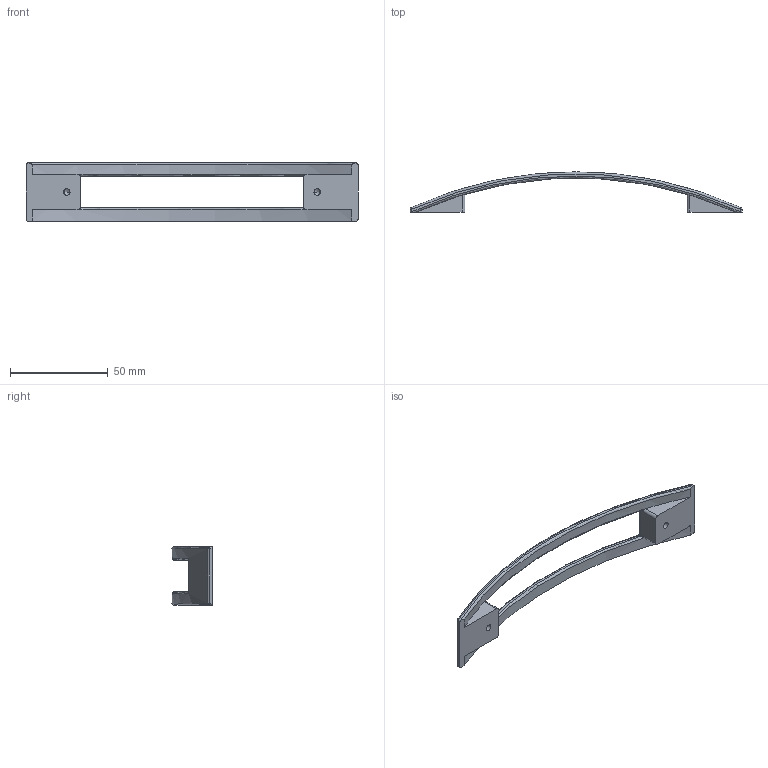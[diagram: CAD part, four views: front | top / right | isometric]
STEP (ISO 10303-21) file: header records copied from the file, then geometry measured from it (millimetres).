
FILE_DESCRIPTION(('Creo Elements/Direct Modeling STEP Export'),'2;1');
FILE_NAME('2113-168.stp','2017-11-13T10:33:27',(''),(''),'Creo Elements/Direct Modeling STEP processor for AP214 (Solid Model)','Creo Elements/Direct Modeling 20.0 12-Nov-2016 (C) Parametric Technology GmbH','');
FILE_SCHEMA(('AUTOMOTIVE_DESIGN { 1 0 10303 214 1 1 1 1 }'));
Length unit declared in the file: millimetre
Products named in the file (1): 2113-168
Bounding box: 169.7 x 20.5 x 29.8 mm (x, y, z)
Volume: 14379.8 mm3; surface area: 9200 mm2
Topology: 1 solids, 1 shells, 54 faces, 141 edges, 84 vertices
Faces by surface type: cylinder 22, plane 16, torus 7, sphere 4, cone 4, bspline 1
Entity records: 3008 total; most frequent: CARTESIAN_POINT 1682, ORIENTED_EDGE 266, DIRECTION 262, EDGE_CURVE 133, AXIS2_PLACEMENT_3D 104, VERTEX_POINT 84, EDGE_LOOP 59, VECTOR 54
